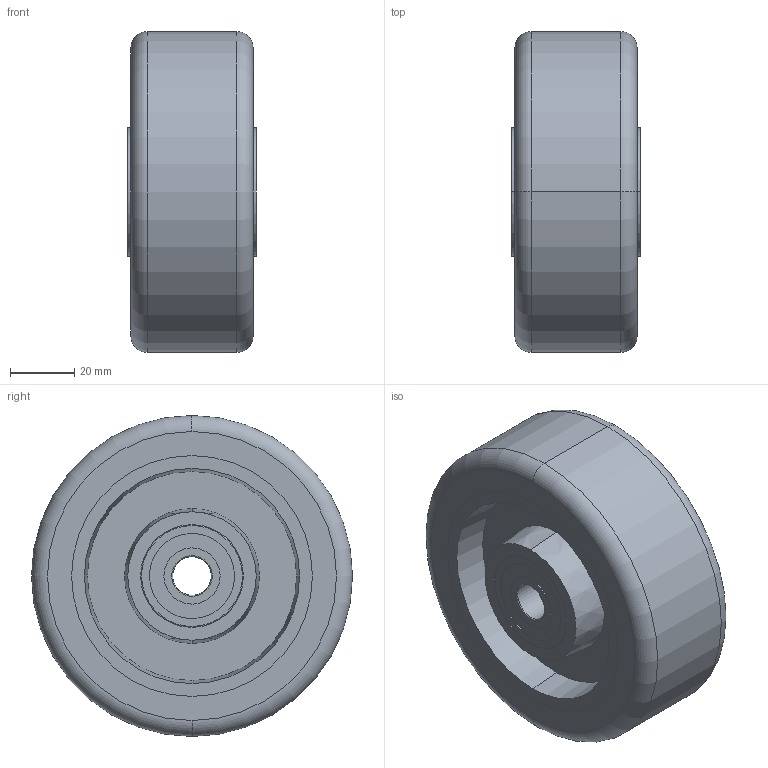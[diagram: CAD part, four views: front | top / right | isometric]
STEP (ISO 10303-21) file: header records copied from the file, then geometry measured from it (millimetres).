
FILE_DESCRIPTION (( 'STEP AP214' ), '1' );
FILE_NAME ('0038446.step', '2025-08-11T13:06:46', ( '' ), ( '' ), 'SwSTEP 2.0', 'SolidWorks 2020', '' );
FILE_SCHEMA (( 'AUTOMOTIVE_DESIGN' ));
Length unit declared in the file: millimetre
Products named in the file (1): 0038446
Bounding box: 40 x 100 x 100 mm (x, y, z)
Volume: 239214.3 mm3; surface area: 67597.1 mm2
Topology: 13 solids, 13 shells, 132 faces, 264 edges, 160 vertices
Faces by surface type: cylinder 56, torus 40, plane 28, cone 8
Entity records: 5130 total; most frequent: DIRECTION 730, CARTESIAN_POINT 557, ORIENTED_EDGE 528, AXIS2_PLACEMENT_3D 333, EDGE_CURVE 264, CIRCLE 200, VERTEX_POINT 160, EDGE_LOOP 160
